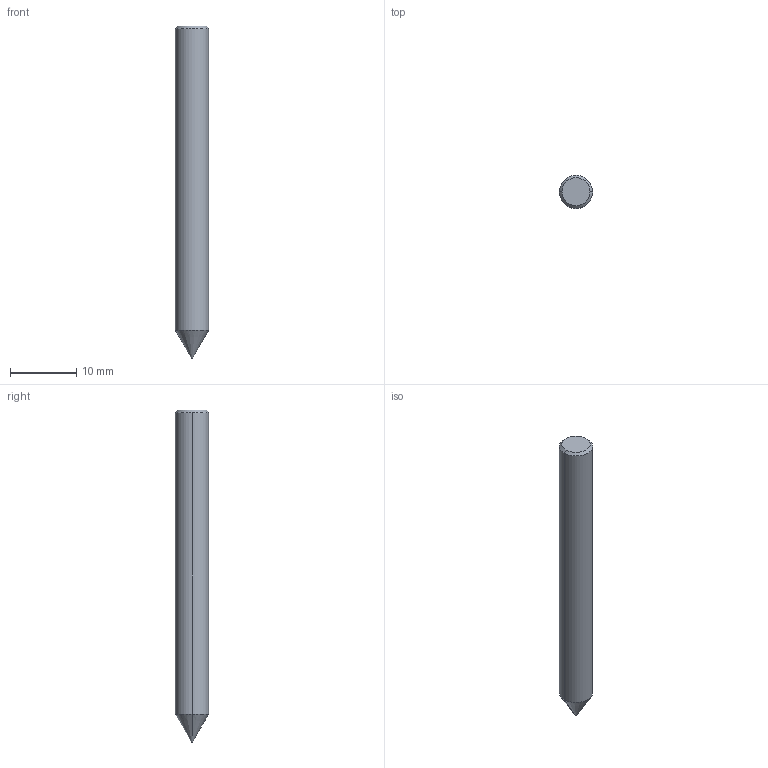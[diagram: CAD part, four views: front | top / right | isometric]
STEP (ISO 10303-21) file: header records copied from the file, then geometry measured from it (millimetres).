
FILE_DESCRIPTION (( 'STEP AP214' ), '1' );
FILE_NAME ('Micro_RSCM-050-1X.STEP', '2021-09-03T17:57:26', ( '' ), ( '' ), 'SwSTEP 2.0', 'SolidWorks 2020', '' );
FILE_SCHEMA (( 'AUTOMOTIVE_DESIGN' ));
Length unit declared in the file: inch
Products named in the file (1): Micro_RSCM-050-1X
Bounding box: 5 x 5 x 50 mm (x, y, z)
Volume: 927.4 mm3; surface area: 775.3 mm2
Topology: 1 solids, 1 shells, 8 faces, 14 edges, 8 vertices
Faces by surface type: cone 4, cylinder 2, plane 2
Entity records: 234 total; most frequent: DIRECTION 40, CARTESIAN_POINT 31, ORIENTED_EDGE 28, AXIS2_PLACEMENT_3D 17, EDGE_CURVE 14, ADVANCED_FACE 8, CIRCLE 8, VERTEX_POINT 8
